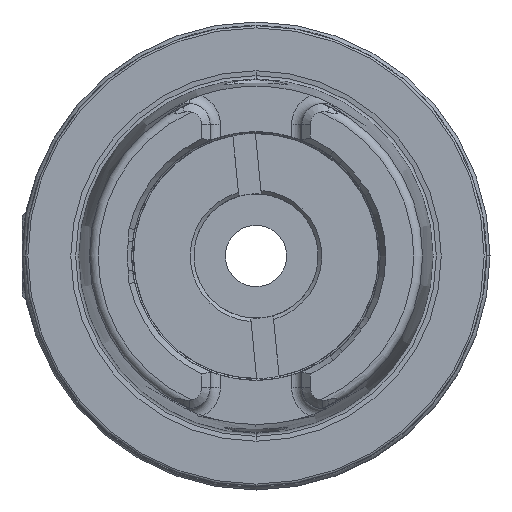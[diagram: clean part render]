
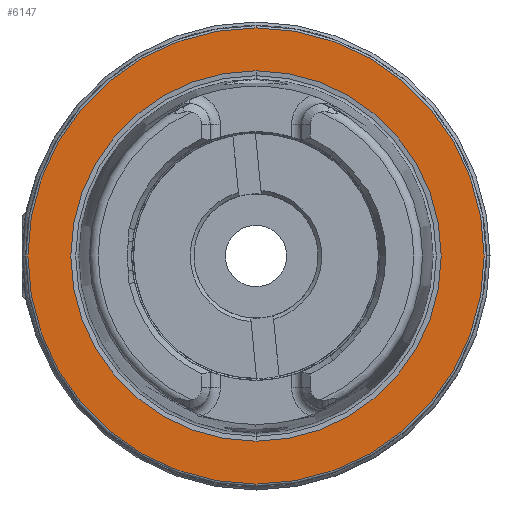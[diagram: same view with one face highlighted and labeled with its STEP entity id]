
A CAD part, left-side view. The second image highlights one B-rep face of the part: STEP entity #6147.
In plain terms, the highlighted planar face has unit normal (-1, 0, 0).
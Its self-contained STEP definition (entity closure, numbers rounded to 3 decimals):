
#228 = VERTEX_POINT ( 'NONE', #9355 ) ;
#437 = DIRECTION ( 'NONE',  ( -1., 0., 0. ) ) ;
#760 = CARTESIAN_POINT ( 'NONE',  ( 0., 0., 0. ) ) ;
#830 = DIRECTION ( 'NONE',  ( -1., 0., 0. ) ) ;
#1271 = ORIENTED_EDGE ( 'NONE', *, *, #10242, .F. ) ;
#1574 = EDGE_LOOP ( 'NONE', ( #8707, #1271 ) ) ;
#1600 = CARTESIAN_POINT ( 'NONE',  ( 0., 0., 25.324 ) ) ;
#2017 = DIRECTION ( 'NONE',  ( 0., 0., 1. ) ) ;
#2530 = AXIS2_PLACEMENT_3D ( 'NONE', #10203, #10171, #7041 ) ;
#2608 = EDGE_CURVE ( 'NONE', #2687, #228, #2697, .T. ) ;
#2687 = VERTEX_POINT ( 'NONE', #4176 ) ;
#2697 = CIRCLE ( 'NONE', #5155, 31.2 ) ;
#2860 = CARTESIAN_POINT ( 'NONE',  ( 0., 0., 0. ) ) ;
#3396 = ORIENTED_EDGE ( 'NONE', *, *, #2608, .T. ) ;
#3897 = EDGE_LOOP ( 'NONE', ( #3396, #7994 ) ) ;
#4021 = CARTESIAN_POINT ( 'NONE',  ( 0., 31.2, 0. ) ) ;
#4136 = CIRCLE ( 'NONE', #2530, 25.324 ) ;
#4176 = CARTESIAN_POINT ( 'NONE',  ( 0., 0., 31.2 ) ) ;
#4385 = EDGE_CURVE ( 'NONE', #10334, #4704, #7186, .T. ) ;
#4472 = CARTESIAN_POINT ( 'NONE',  ( 0., 0., 0. ) ) ;
#4704 = VERTEX_POINT ( 'NONE', #9427 ) ;
#5155 = AXIS2_PLACEMENT_3D ( 'NONE', #760, #830, #7208 ) ;
#5671 = DIRECTION ( 'NONE',  ( 0., 0., -1. ) ) ;
#5992 = EDGE_CURVE ( 'NONE', #228, #2687, #7282, .T. ) ;
#6147 = ADVANCED_FACE ( 'NONE', ( #6909, #8787 ), #6939, .F. ) ;
#6330 = DIRECTION ( 'NONE',  ( 0., 0., 1. ) ) ;
#6909 = FACE_BOUND ( 'NONE', #1574, .T. ) ;
#6939 = PLANE ( 'NONE',  #8866 ) ;
#7041 = DIRECTION ( 'NONE',  ( 0., 0., 1. ) ) ;
#7049 = AXIS2_PLACEMENT_3D ( 'NONE', #2860, #437, #2017 ) ;
#7186 = CIRCLE ( 'NONE', #10066, 25.324 ) ;
#7208 = DIRECTION ( 'NONE',  ( 0., 0., 1. ) ) ;
#7255 = DIRECTION ( 'NONE',  ( 1., 0., 0. ) ) ;
#7282 = CIRCLE ( 'NONE', #7049, 31.2 ) ;
#7994 = ORIENTED_EDGE ( 'NONE', *, *, #5992, .T. ) ;
#8503 = DIRECTION ( 'NONE',  ( -1., 0., 0. ) ) ;
#8707 = ORIENTED_EDGE ( 'NONE', *, *, #4385, .F. ) ;
#8787 = FACE_OUTER_BOUND ( 'NONE', #3897, .T. ) ;
#8866 = AXIS2_PLACEMENT_3D ( 'NONE', #4021, #7255, #5671 ) ;
#9355 = CARTESIAN_POINT ( 'NONE',  ( 0., 0., -31.2 ) ) ;
#9427 = CARTESIAN_POINT ( 'NONE',  ( 0., 0., -25.324 ) ) ;
#10066 = AXIS2_PLACEMENT_3D ( 'NONE', #4472, #8503, #6330 ) ;
#10171 = DIRECTION ( 'NONE',  ( -1., 0., 0. ) ) ;
#10203 = CARTESIAN_POINT ( 'NONE',  ( 0., 0., 0. ) ) ;
#10242 = EDGE_CURVE ( 'NONE', #4704, #10334, #4136, .T. ) ;
#10334 = VERTEX_POINT ( 'NONE', #1600 ) ;
